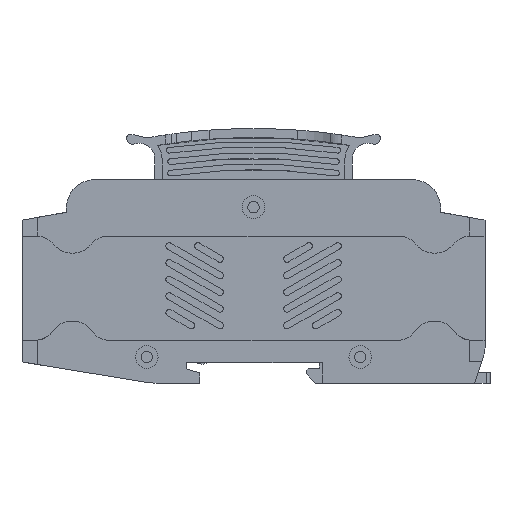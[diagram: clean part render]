
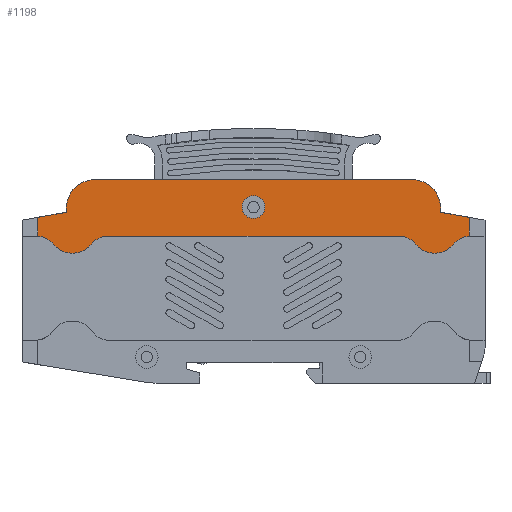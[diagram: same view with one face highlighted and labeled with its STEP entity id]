
A CAD part, left-side view. The second image highlights one B-rep face of the part: STEP entity #1198.
In plain terms, the highlighted planar face has unit normal (-1, 0, 0).
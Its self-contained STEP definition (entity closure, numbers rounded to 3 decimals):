
#1064=AXIS2_PLACEMENT_3D('Plane Axis2P3D',#1061,#1062,#1063) ;
#1075=AXIS2_PLACEMENT_3D('Circle Axis2P3D',#1073,#1074,$) ;
#1089=AXIS2_PLACEMENT_3D('Circle Axis2P3D',#1087,#1088,$) ;
#1117=AXIS2_PLACEMENT_3D('Circle Axis2P3D',#1115,#1116,$) ;
#1124=AXIS2_PLACEMENT_3D('Circle Axis2P3D',#1122,#1123,$) ;
#1131=AXIS2_PLACEMENT_3D('Circle Axis2P3D',#1129,#1130,$) ;
#1145=AXIS2_PLACEMENT_3D('Circle Axis2P3D',#1143,#1144,$) ;
#1152=AXIS2_PLACEMENT_3D('Circle Axis2P3D',#1150,#1151,$) ;
#1159=AXIS2_PLACEMENT_3D('Circle Axis2P3D',#1157,#1158,$) ;
#1182=AXIS2_PLACEMENT_3D('Circle Axis2P3D',#1180,#1181,$) ;
#1191=AXIS2_PLACEMENT_3D('Circle Axis2P3D',#1189,#1190,$) ;
#426=CARTESIAN_POINT('Vertex',(1.1,12.994,45.09)) ;
#429=CARTESIAN_POINT('Line Origine',(1.1,9.205,44.422)) ;
#433=CARTESIAN_POINT('Vertex',(1.1,5.416,43.754)) ;
#1038=CARTESIAN_POINT('Vertex',(1.1,12.994,46.178)) ;
#1043=CARTESIAN_POINT('Line Origine',(1.1,12.994,45.634)) ;
#1061=CARTESIAN_POINT('Axis2P3D Location',(1.1,-120.719,0.)) ;
#1066=CARTESIAN_POINT('Line Origine',(1.1,5.416,41.275)) ;
#1070=CARTESIAN_POINT('Vertex',(1.1,5.416,38.797)) ;
#1073=CARTESIAN_POINT('Axis2P3D Location',(1.1,20.516,46.178)) ;
#1077=CARTESIAN_POINT('Vertex',(1.1,20.516,53.7)) ;
#1080=CARTESIAN_POINT('Line Origine',(1.1,62.333,53.7)) ;
#1084=CARTESIAN_POINT('Vertex',(1.1,104.149,53.7)) ;
#1087=CARTESIAN_POINT('Axis2P3D Location',(1.1,104.149,46.178)) ;
#1091=CARTESIAN_POINT('Vertex',(1.1,111.671,46.178)) ;
#1094=CARTESIAN_POINT('Line Origine',(1.1,111.671,45.634)) ;
#1098=CARTESIAN_POINT('Vertex',(1.1,111.671,45.09)) ;
#1101=CARTESIAN_POINT('Line Origine',(1.1,115.461,44.422)) ;
#1105=CARTESIAN_POINT('Vertex',(1.1,119.25,43.754)) ;
#1108=CARTESIAN_POINT('Line Origine',(1.1,119.25,41.275)) ;
#1112=CARTESIAN_POINT('Vertex',(1.1,119.25,38.797)) ;
#1115=CARTESIAN_POINT('Axis2P3D Location',(1.1,119.445,33.2)) ;
#1119=CARTESIAN_POINT('Vertex',(1.1,115.073,36.7)) ;
#1122=CARTESIAN_POINT('Axis2P3D Location',(1.1,110.077,40.7)) ;
#1126=CARTESIAN_POINT('Vertex',(1.1,105.081,36.7)) ;
#1129=CARTESIAN_POINT('Axis2P3D Location',(1.1,100.71,33.2)) ;
#1133=CARTESIAN_POINT('Vertex',(1.1,100.71,38.8)) ;
#1136=CARTESIAN_POINT('Line Origine',(1.1,62.333,38.8)) ;
#1140=CARTESIAN_POINT('Vertex',(1.1,23.956,38.8)) ;
#1143=CARTESIAN_POINT('Axis2P3D Location',(1.1,23.956,33.2)) ;
#1147=CARTESIAN_POINT('Vertex',(1.1,19.584,36.7)) ;
#1150=CARTESIAN_POINT('Axis2P3D Location',(1.1,14.588,40.7)) ;
#1154=CARTESIAN_POINT('Vertex',(1.1,9.592,36.7)) ;
#1157=CARTESIAN_POINT('Axis2P3D Location',(1.1,5.221,33.2)) ;
#1180=CARTESIAN_POINT('Axis2P3D Location',(1.1,62.333,46.45)) ;
#1184=CARTESIAN_POINT('Vertex',(1.1,59.333,46.45)) ;
#1186=CARTESIAN_POINT('Vertex',(1.1,65.333,46.45)) ;
#1189=CARTESIAN_POINT('Axis2P3D Location',(1.1,62.333,46.45)) ;
#430=DIRECTION('Vector Direction',(0.,0.985,0.174)) ;
#1044=DIRECTION('Vector Direction',(0.,0.,-1.)) ;
#1062=DIRECTION('Axis2P3D Direction',(1.,0.,0.)) ;
#1063=DIRECTION('Axis2P3D XDirection',(0.,1.,0.)) ;
#1067=DIRECTION('Vector Direction',(0.,0.,-1.)) ;
#1074=DIRECTION('Axis2P3D Direction',(1.,0.,0.)) ;
#1081=DIRECTION('Vector Direction',(0.,1.,0.)) ;
#1088=DIRECTION('Axis2P3D Direction',(1.,0.,0.)) ;
#1095=DIRECTION('Vector Direction',(0.,0.,1.)) ;
#1102=DIRECTION('Vector Direction',(0.,0.985,-0.174)) ;
#1109=DIRECTION('Vector Direction',(0.,0.,1.)) ;
#1116=DIRECTION('Axis2P3D Direction',(1.,0.,0.)) ;
#1123=DIRECTION('Axis2P3D Direction',(1.,0.,0.)) ;
#1130=DIRECTION('Axis2P3D Direction',(1.,0.,0.)) ;
#1137=DIRECTION('Vector Direction',(0.,1.,0.)) ;
#1144=DIRECTION('Axis2P3D Direction',(1.,0.,0.)) ;
#1151=DIRECTION('Axis2P3D Direction',(1.,0.,0.)) ;
#1158=DIRECTION('Axis2P3D Direction',(1.,0.,0.)) ;
#1181=DIRECTION('Axis2P3D Direction',(1.,0.,0.)) ;
#1190=DIRECTION('Axis2P3D Direction',(1.,0.,0.)) ;
#431=VECTOR('Line Direction',#430,1.) ;
#1045=VECTOR('Line Direction',#1044,1.) ;
#1068=VECTOR('Line Direction',#1067,1.) ;
#1082=VECTOR('Line Direction',#1081,1.) ;
#1096=VECTOR('Line Direction',#1095,1.) ;
#1103=VECTOR('Line Direction',#1102,1.) ;
#1110=VECTOR('Line Direction',#1109,1.) ;
#1138=VECTOR('Line Direction',#1137,1.) ;
#1163=ORIENTED_EDGE('',*,*,#1072,.F.) ;
#1164=ORIENTED_EDGE('',*,*,#435,.T.) ;
#1165=ORIENTED_EDGE('',*,*,#1047,.F.) ;
#1166=ORIENTED_EDGE('',*,*,#1079,.F.) ;
#1167=ORIENTED_EDGE('',*,*,#1086,.T.) ;
#1168=ORIENTED_EDGE('',*,*,#1093,.F.) ;
#1169=ORIENTED_EDGE('',*,*,#1100,.F.) ;
#1170=ORIENTED_EDGE('',*,*,#1107,.T.) ;
#1171=ORIENTED_EDGE('',*,*,#1114,.F.) ;
#1172=ORIENTED_EDGE('',*,*,#1121,.T.) ;
#1173=ORIENTED_EDGE('',*,*,#1128,.F.) ;
#1174=ORIENTED_EDGE('',*,*,#1135,.T.) ;
#1175=ORIENTED_EDGE('',*,*,#1142,.F.) ;
#1176=ORIENTED_EDGE('',*,*,#1149,.T.) ;
#1177=ORIENTED_EDGE('',*,*,#1156,.F.) ;
#1178=ORIENTED_EDGE('',*,*,#1161,.T.) ;
#1195=ORIENTED_EDGE('',*,*,#1188,.T.) ;
#1196=ORIENTED_EDGE('',*,*,#1193,.T.) ;
#1197=FACE_BOUND('',#1194,.T.) ;
#1198=ADVANCED_FACE('K\X2\00F6\X0\rper.2',(#1179,#1197),#1065,.F.) ;
#1076=CIRCLE('generated circle',#1075,7.522) ;
#1090=CIRCLE('generated circle',#1089,7.522) ;
#1118=CIRCLE('generated circle',#1117,5.6) ;
#1125=CIRCLE('generated circle',#1124,6.4) ;
#1132=CIRCLE('generated circle',#1131,5.6) ;
#1146=CIRCLE('generated circle',#1145,5.6) ;
#1153=CIRCLE('generated circle',#1152,6.4) ;
#1160=CIRCLE('generated circle',#1159,5.6) ;
#1183=CIRCLE('generated circle',#1182,3.) ;
#1192=CIRCLE('generated circle',#1191,3.) ;
#435=EDGE_CURVE('',#434,#427,#432,.T.) ;
#1047=EDGE_CURVE('',#1039,#427,#1046,.T.) ;
#1072=EDGE_CURVE('',#434,#1071,#1069,.T.) ;
#1079=EDGE_CURVE('',#1078,#1039,#1076,.T.) ;
#1086=EDGE_CURVE('',#1078,#1085,#1083,.T.) ;
#1093=EDGE_CURVE('',#1092,#1085,#1090,.T.) ;
#1100=EDGE_CURVE('',#1099,#1092,#1097,.T.) ;
#1107=EDGE_CURVE('',#1099,#1106,#1104,.T.) ;
#1114=EDGE_CURVE('',#1113,#1106,#1111,.T.) ;
#1121=EDGE_CURVE('',#1113,#1120,#1118,.T.) ;
#1128=EDGE_CURVE('',#1127,#1120,#1125,.T.) ;
#1135=EDGE_CURVE('',#1127,#1134,#1132,.T.) ;
#1142=EDGE_CURVE('',#1141,#1134,#1139,.T.) ;
#1149=EDGE_CURVE('',#1141,#1148,#1146,.T.) ;
#1156=EDGE_CURVE('',#1155,#1148,#1153,.T.) ;
#1161=EDGE_CURVE('',#1155,#1071,#1160,.T.) ;
#1188=EDGE_CURVE('',#1185,#1187,#1183,.T.) ;
#1193=EDGE_CURVE('',#1187,#1185,#1192,.T.) ;
#1162=EDGE_LOOP('',(#1163,#1164,#1165,#1166,#1167,#1168,#1169,#1170,#1171,#1172,#1173,#1174,#1175,#1176,#1177,#1178)) ;
#1194=EDGE_LOOP('',(#1195,#1196)) ;
#1179=FACE_OUTER_BOUND('',#1162,.T.) ;
#432=LINE('Line',#429,#431) ;
#1046=LINE('Line',#1043,#1045) ;
#1069=LINE('Line',#1066,#1068) ;
#1083=LINE('Line',#1080,#1082) ;
#1097=LINE('Line',#1094,#1096) ;
#1104=LINE('Line',#1101,#1103) ;
#1111=LINE('Line',#1108,#1110) ;
#1139=LINE('Line',#1136,#1138) ;
#1065=PLANE('',#1064) ;
#427=VERTEX_POINT('',#426) ;
#434=VERTEX_POINT('',#433) ;
#1039=VERTEX_POINT('',#1038) ;
#1071=VERTEX_POINT('',#1070) ;
#1078=VERTEX_POINT('',#1077) ;
#1085=VERTEX_POINT('',#1084) ;
#1092=VERTEX_POINT('',#1091) ;
#1099=VERTEX_POINT('',#1098) ;
#1106=VERTEX_POINT('',#1105) ;
#1113=VERTEX_POINT('',#1112) ;
#1120=VERTEX_POINT('',#1119) ;
#1127=VERTEX_POINT('',#1126) ;
#1134=VERTEX_POINT('',#1133) ;
#1141=VERTEX_POINT('',#1140) ;
#1148=VERTEX_POINT('',#1147) ;
#1155=VERTEX_POINT('',#1154) ;
#1185=VERTEX_POINT('',#1184) ;
#1187=VERTEX_POINT('',#1186) ;
